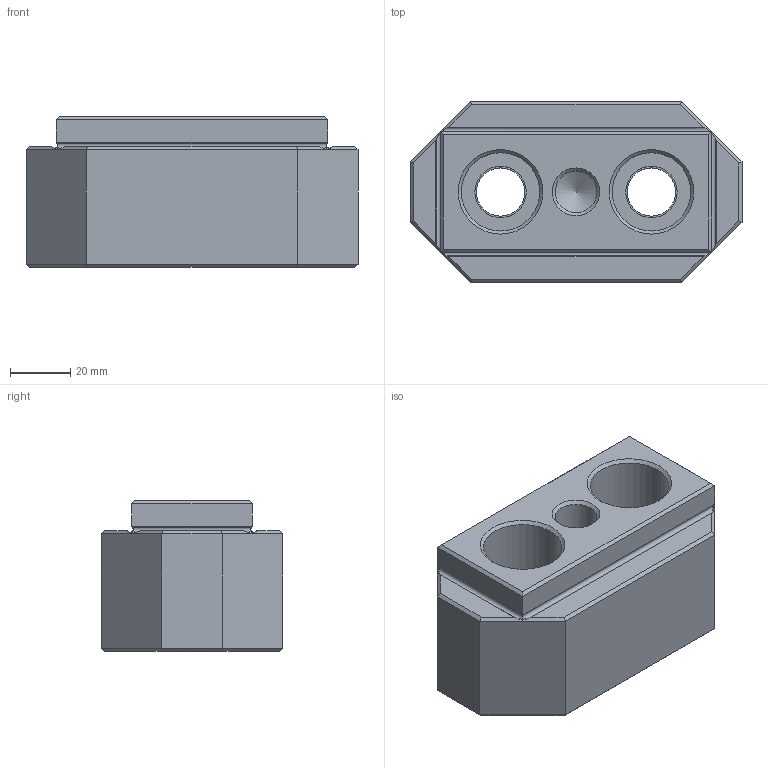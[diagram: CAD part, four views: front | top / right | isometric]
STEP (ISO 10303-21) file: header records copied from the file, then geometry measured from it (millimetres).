
FILE_DESCRIPTION( ( 'Unknown' ), '1' );
FILE_NAME( 'SU12-1640.stp', 'Unknown', ( 'Unknown' ), ( 'Unknown' ), 'XStep 1.0', 'Unknown', ' ' );
FILE_SCHEMA( ( 'CONFIG_CONTROL_DESIGN' ) );
Length unit declared in the file: millimetre
Products named in the file (1): 1
Bounding box: 110 x 60 x 50 mm (x, y, z)
Volume: 225254.3 mm3; surface area: 32808 mm2
Topology: 1 solids, 1 shells, 79 faces, 178 edges, 105 vertices
Faces by surface type: plane 62, cylinder 11, cone 6
Full cylindrical faces by diameter (mm): 13.835 x1, 16 x2, 17 x2, 26 x2
Entity records: 2072 total; most frequent: DIRECTION 350, CARTESIAN_POINT 339, ORIENTED_EDGE 318, EDGE_CURVE 159, LINE 128, VECTOR 128, AXIS2_PLACEMENT_3D 111, EDGE_LOOP 100
